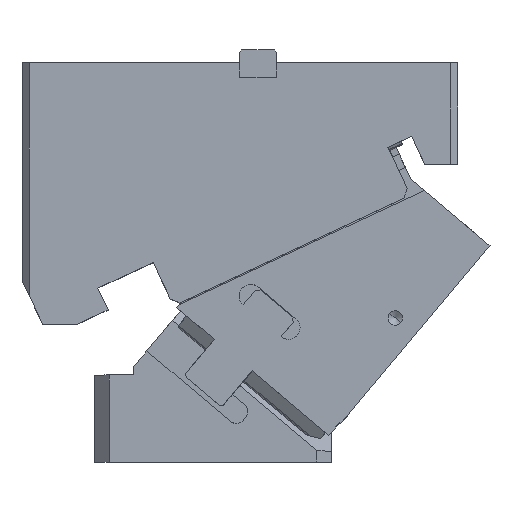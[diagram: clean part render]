
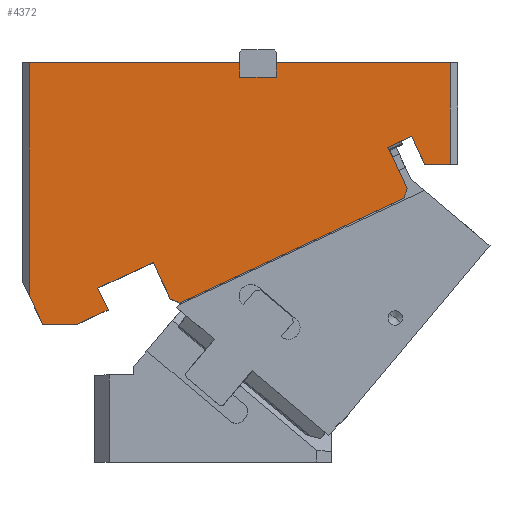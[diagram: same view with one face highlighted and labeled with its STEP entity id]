
A CAD part, top view. The second image highlights one B-rep face of the part: STEP entity #4372.
In plain terms, the highlighted planar face has unit normal (0, 0, 1).
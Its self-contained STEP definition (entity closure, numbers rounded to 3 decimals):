
#453=CARTESIAN_POINT('Vertex',(-241.873,15.,55.)) ;
#456=CARTESIAN_POINT('Line Origine',(-253.842,15.,55.)) ;
#460=CARTESIAN_POINT('Vertex',(-265.81,15.,55.)) ;
#529=CARTESIAN_POINT('Line Origine',(-270.405,24.854,55.)) ;
#533=CARTESIAN_POINT('Vertex',(-275.,34.707,55.)) ;
#652=CARTESIAN_POINT('Line Origine',(-231.312,19.925,55.)) ;
#656=CARTESIAN_POINT('Vertex',(-220.751,24.849,55.)) ;
#863=CARTESIAN_POINT('Vertex',(-275.,195.,55.)) ;
#866=CARTESIAN_POINT('Line Origine',(-275.,114.854,55.)) ;
#918=CARTESIAN_POINT('Line Origine',(-202.5,195.,55.)) ;
#922=CARTESIAN_POINT('Vertex',(-130.,195.,55.)) ;
#1030=CARTESIAN_POINT('Line Origine',(-19.846,140.6,55.)) ;
#1034=CARTESIAN_POINT('Vertex',(-28.003,136.797,55.)) ;
#1036=CARTESIAN_POINT('Vertex',(-11.69,144.404,55.)) ;
#1204=CARTESIAN_POINT('Vertex',(-2.642,125.,55.)) ;
#1207=CARTESIAN_POINT('Line Origine',(-7.166,134.702,55.)) ;
#1360=CARTESIAN_POINT('Vertex',(15.,125.,55.)) ;
#1363=CARTESIAN_POINT('Line Origine',(6.179,125.,55.)) ;
#1451=CARTESIAN_POINT('Vertex',(15.,195.,55.)) ;
#1454=CARTESIAN_POINT('Line Origine',(15.,160.,55.)) ;
#1484=CARTESIAN_POINT('Vertex',(-105.,195.,55.)) ;
#1487=CARTESIAN_POINT('Line Origine',(-45.,195.,55.)) ;
#1641=CARTESIAN_POINT('Vertex',(-105.,185.,55.)) ;
#1644=CARTESIAN_POINT('Line Origine',(-105.,190.,55.)) ;
#1672=CARTESIAN_POINT('Vertex',(-130.,185.,55.)) ;
#1675=CARTESIAN_POINT('Line Origine',(-117.5,185.,55.)) ;
#1697=CARTESIAN_POINT('Line Origine',(-130.,190.,55.)) ;
#1760=CARTESIAN_POINT('Vertex',(-227.72,39.793,55.)) ;
#1763=CARTESIAN_POINT('Line Origine',(-224.235,32.321,55.)) ;
#4182=CARTESIAN_POINT('Vertex',(-171.181,29.758,55.)) ;
#4210=CARTESIAN_POINT('Vertex',(-17.109,101.603,55.)) ;
#4213=CARTESIAN_POINT('Line Origine',(-94.145,65.681,55.)) ;
#4238=CARTESIAN_POINT('Vertex',(-14.691,108.248,55.)) ;
#4241=CARTESIAN_POINT('Line Origine',(-15.9,104.926,55.)) ;
#4261=CARTESIAN_POINT('Line Origine',(-174.504,30.967,55.)) ;
#4265=CARTESIAN_POINT('Vertex',(-177.826,32.177,55.)) ;
#4328=CARTESIAN_POINT('Axis2P3D Location',(20.,195.,55.)) ;
#4333=CARTESIAN_POINT('Line Origine',(-21.347,122.522,55.)) ;
#4338=CARTESIAN_POINT('Line Origine',(-208.687,48.668,55.)) ;
#4342=CARTESIAN_POINT('Vertex',(-189.655,57.543,55.)) ;
#4345=CARTESIAN_POINT('Line Origine',(-183.74,44.86,55.)) ;
#457=DIRECTION('Vector Direction',(-1.,0.,0.)) ;
#530=DIRECTION('Vector Direction',(0.423,-0.906,0.)) ;
#653=DIRECTION('Vector Direction',(0.906,0.423,0.)) ;
#867=DIRECTION('Vector Direction',(0.,-1.,0.)) ;
#919=DIRECTION('Vector Direction',(-1.,0.,0.)) ;
#1031=DIRECTION('Vector Direction',(0.906,0.423,0.)) ;
#1208=DIRECTION('Vector Direction',(0.423,-0.906,0.)) ;
#1364=DIRECTION('Vector Direction',(1.,0.,0.)) ;
#1455=DIRECTION('Vector Direction',(0.,1.,0.)) ;
#1488=DIRECTION('Vector Direction',(-1.,0.,0.)) ;
#1645=DIRECTION('Vector Direction',(0.,1.,0.)) ;
#1676=DIRECTION('Vector Direction',(1.,0.,0.)) ;
#1698=DIRECTION('Vector Direction',(0.,1.,0.)) ;
#1764=DIRECTION('Vector Direction',(0.423,-0.906,0.)) ;
#4214=DIRECTION('Vector Direction',(0.906,0.423,0.)) ;
#4242=DIRECTION('Vector Direction',(0.342,0.94,0.)) ;
#4262=DIRECTION('Vector Direction',(0.94,-0.342,0.)) ;
#4329=DIRECTION('Axis2P3D Direction',(0.,0.,1.)) ;
#4330=DIRECTION('Axis2P3D XDirection',(1.,0.,0.)) ;
#4334=DIRECTION('Vector Direction',(-0.423,0.906,0.)) ;
#4339=DIRECTION('Vector Direction',(-0.906,-0.423,0.)) ;
#4346=DIRECTION('Vector Direction',(-0.423,0.906,0.)) ;
#4331=AXIS2_PLACEMENT_3D('Plane Axis2P3D',#4328,#4329,#4330) ;
#4351=ORIENTED_EDGE('',*,*,#4267,.T.) ;
#4352=ORIENTED_EDGE('',*,*,#4217,.T.) ;
#4353=ORIENTED_EDGE('',*,*,#4245,.T.) ;
#4354=ORIENTED_EDGE('',*,*,#4337,.T.) ;
#4355=ORIENTED_EDGE('',*,*,#1038,.T.) ;
#4356=ORIENTED_EDGE('',*,*,#1211,.T.) ;
#4357=ORIENTED_EDGE('',*,*,#1367,.T.) ;
#4358=ORIENTED_EDGE('',*,*,#1458,.T.) ;
#4359=ORIENTED_EDGE('',*,*,#1491,.T.) ;
#4360=ORIENTED_EDGE('',*,*,#1648,.F.) ;
#4361=ORIENTED_EDGE('',*,*,#1679,.F.) ;
#4362=ORIENTED_EDGE('',*,*,#1701,.T.) ;
#4363=ORIENTED_EDGE('',*,*,#924,.T.) ;
#4364=ORIENTED_EDGE('',*,*,#870,.T.) ;
#4365=ORIENTED_EDGE('',*,*,#535,.T.) ;
#4366=ORIENTED_EDGE('',*,*,#462,.F.) ;
#4367=ORIENTED_EDGE('',*,*,#658,.T.) ;
#4368=ORIENTED_EDGE('',*,*,#1767,.F.) ;
#4369=ORIENTED_EDGE('',*,*,#4344,.F.) ;
#4370=ORIENTED_EDGE('',*,*,#4349,.T.) ;
#458=VECTOR('Line Direction',#457,1.) ;
#531=VECTOR('Line Direction',#530,1.) ;
#654=VECTOR('Line Direction',#653,1.) ;
#868=VECTOR('Line Direction',#867,1.) ;
#920=VECTOR('Line Direction',#919,1.) ;
#1032=VECTOR('Line Direction',#1031,1.) ;
#1209=VECTOR('Line Direction',#1208,1.) ;
#1365=VECTOR('Line Direction',#1364,1.) ;
#1456=VECTOR('Line Direction',#1455,1.) ;
#1489=VECTOR('Line Direction',#1488,1.) ;
#1646=VECTOR('Line Direction',#1645,1.) ;
#1677=VECTOR('Line Direction',#1676,1.) ;
#1699=VECTOR('Line Direction',#1698,1.) ;
#1765=VECTOR('Line Direction',#1764,1.) ;
#4215=VECTOR('Line Direction',#4214,1.) ;
#4243=VECTOR('Line Direction',#4242,1.) ;
#4263=VECTOR('Line Direction',#4262,1.) ;
#4335=VECTOR('Line Direction',#4334,1.) ;
#4340=VECTOR('Line Direction',#4339,1.) ;
#4347=VECTOR('Line Direction',#4346,1.) ;
#4372=ADVANCED_FACE('CAM HOLDER',(#4371),#4332,.T.) ;
#462=EDGE_CURVE('',#454,#461,#459,.T.) ;
#535=EDGE_CURVE('',#534,#461,#532,.T.) ;
#658=EDGE_CURVE('',#454,#657,#655,.T.) ;
#870=EDGE_CURVE('',#864,#534,#869,.T.) ;
#924=EDGE_CURVE('',#923,#864,#921,.T.) ;
#1038=EDGE_CURVE('',#1035,#1037,#1033,.T.) ;
#1211=EDGE_CURVE('',#1037,#1205,#1210,.T.) ;
#1367=EDGE_CURVE('',#1205,#1361,#1366,.T.) ;
#1458=EDGE_CURVE('',#1361,#1452,#1457,.T.) ;
#1491=EDGE_CURVE('',#1452,#1485,#1490,.T.) ;
#1648=EDGE_CURVE('',#1642,#1485,#1647,.T.) ;
#1679=EDGE_CURVE('',#1673,#1642,#1678,.T.) ;
#1701=EDGE_CURVE('',#1673,#923,#1700,.T.) ;
#1767=EDGE_CURVE('',#1761,#657,#1766,.T.) ;
#4217=EDGE_CURVE('',#4183,#4211,#4216,.T.) ;
#4245=EDGE_CURVE('',#4211,#4239,#4244,.T.) ;
#4267=EDGE_CURVE('',#4266,#4183,#4264,.T.) ;
#4337=EDGE_CURVE('',#4239,#1035,#4336,.T.) ;
#4344=EDGE_CURVE('',#4343,#1761,#4341,.T.) ;
#4349=EDGE_CURVE('',#4343,#4266,#4348,.F.) ;
#4350=EDGE_LOOP('',(#4351,#4352,#4353,#4354,#4355,#4356,#4357,#4358,#4359,#4360,#4361,#4362,#4363,#4364,#4365,#4366,#4367,#4368,#4369,#4370)) ;
#4371=FACE_OUTER_BOUND('',#4350,.T.) ;
#459=LINE('Line',#456,#458) ;
#532=LINE('Line',#529,#531) ;
#655=LINE('Line',#652,#654) ;
#869=LINE('Line',#866,#868) ;
#921=LINE('Line',#918,#920) ;
#1033=LINE('Line',#1030,#1032) ;
#1210=LINE('Line',#1207,#1209) ;
#1366=LINE('Line',#1363,#1365) ;
#1457=LINE('Line',#1454,#1456) ;
#1490=LINE('Line',#1487,#1489) ;
#1647=LINE('Line',#1644,#1646) ;
#1678=LINE('Line',#1675,#1677) ;
#1700=LINE('Line',#1697,#1699) ;
#1766=LINE('Line',#1763,#1765) ;
#4216=LINE('Line',#4213,#4215) ;
#4244=LINE('Line',#4241,#4243) ;
#4264=LINE('Line',#4261,#4263) ;
#4336=LINE('Line',#4333,#4335) ;
#4341=LINE('Line',#4338,#4340) ;
#4348=LINE('Line',#4345,#4347) ;
#4332=PLANE('Plane',#4331) ;
#454=VERTEX_POINT('',#453) ;
#461=VERTEX_POINT('',#460) ;
#534=VERTEX_POINT('',#533) ;
#657=VERTEX_POINT('',#656) ;
#864=VERTEX_POINT('',#863) ;
#923=VERTEX_POINT('',#922) ;
#1035=VERTEX_POINT('',#1034) ;
#1037=VERTEX_POINT('',#1036) ;
#1205=VERTEX_POINT('',#1204) ;
#1361=VERTEX_POINT('',#1360) ;
#1452=VERTEX_POINT('',#1451) ;
#1485=VERTEX_POINT('',#1484) ;
#1642=VERTEX_POINT('',#1641) ;
#1673=VERTEX_POINT('',#1672) ;
#1761=VERTEX_POINT('',#1760) ;
#4183=VERTEX_POINT('',#4182) ;
#4211=VERTEX_POINT('',#4210) ;
#4239=VERTEX_POINT('',#4238) ;
#4266=VERTEX_POINT('',#4265) ;
#4343=VERTEX_POINT('',#4342) ;
